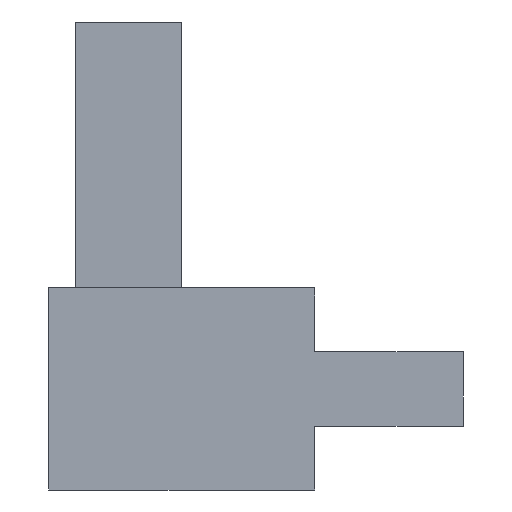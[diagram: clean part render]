
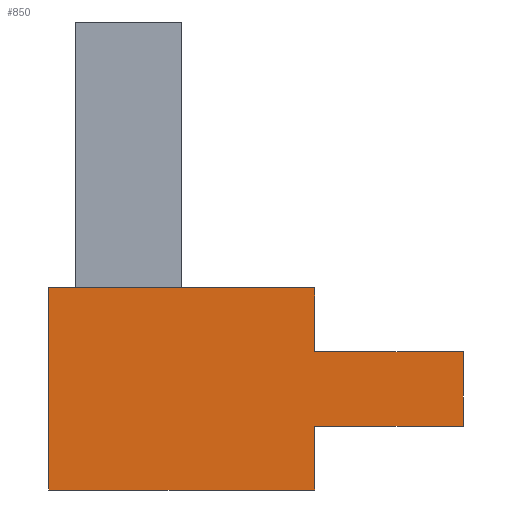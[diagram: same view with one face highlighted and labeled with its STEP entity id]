
A CAD part, left-side view. The second image highlights one B-rep face of the part: STEP entity #850.
In plain terms, the highlighted planar face has unit normal (-1, 0, 0).
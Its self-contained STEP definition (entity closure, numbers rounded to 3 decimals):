
#2 = LINE ( 'NONE', #305, #691 ) ;
#3 = VECTOR ( 'NONE', #210, 1000. ) ;
#12 = EDGE_CURVE ( 'NONE', #537, #483, #423, .T. ) ;
#29 = DIRECTION ( 'NONE',  ( 0., 0., 1. ) ) ;
#34 = CARTESIAN_POINT ( 'NONE',  ( 0., -2.8, -1.2 ) ) ;
#45 = DIRECTION ( 'NONE',  ( 0., 0., 1. ) ) ;
#91 = DIRECTION ( 'NONE',  ( 0., 0., 1. ) ) ;
#120 = EDGE_LOOP ( 'NONE', ( #638, #420, #899, #296, #653, #834, #963, #650 ) ) ;
#128 = VECTOR ( 'NONE', #954, 1000. ) ;
#153 = VERTEX_POINT ( 'NONE', #742 ) ;
#157 = EDGE_CURVE ( 'NONE', #153, #468, #2, .T. ) ;
#169 = CARTESIAN_POINT ( 'NONE',  ( 0., -2.8, -2.6 ) ) ;
#189 = VECTOR ( 'NONE', #337, 1000. ) ;
#195 = CARTESIAN_POINT ( 'NONE',  ( 0., -2.8, -2.6 ) ) ;
#204 = VERTEX_POINT ( 'NONE', #754 ) ;
#210 = DIRECTION ( 'NONE',  ( 0., -1., 0. ) ) ;
#252 = EDGE_CURVE ( 'NONE', #468, #622, #836, .T. ) ;
#263 = CARTESIAN_POINT ( 'NONE',  ( 0., 5., 0. ) ) ;
#276 = EDGE_CURVE ( 'NONE', #607, #622, #407, .T. ) ;
#296 = ORIENTED_EDGE ( 'NONE', *, *, #316, .T. ) ;
#305 = CARTESIAN_POINT ( 'NONE',  ( 0., -2.8, -1.2 ) ) ;
#316 = EDGE_CURVE ( 'NONE', #153, #809, #701, .T. ) ;
#337 = DIRECTION ( 'NONE',  ( 0., 1., 0. ) ) ;
#354 = CARTESIAN_POINT ( 'NONE',  ( 0., 5., 0. ) ) ;
#369 = LINE ( 'NONE', #655, #128 ) ;
#407 = LINE ( 'NONE', #694, #902 ) ;
#420 = ORIENTED_EDGE ( 'NONE', *, *, #252, .F. ) ;
#423 = LINE ( 'NONE', #712, #940 ) ;
#450 = CARTESIAN_POINT ( 'NONE',  ( 0., 0., -3.8 ) ) ;
#467 = LINE ( 'NONE', #760, #534 ) ;
#468 = VERTEX_POINT ( 'NONE', #195 ) ;
#470 = DIRECTION ( 'NONE',  ( 0., 1., 0. ) ) ;
#483 = VERTEX_POINT ( 'NONE', #354 ) ;
#531 = VECTOR ( 'NONE', #470, 1000. ) ;
#534 = VECTOR ( 'NONE', #91, 1000. ) ;
#537 = VERTEX_POINT ( 'NONE', #728 ) ;
#543 = EDGE_CURVE ( 'NONE', #537, #607, #581, .T. ) ;
#557 = DIRECTION ( 'NONE',  ( 1., 0., 0. ) ) ;
#570 = EDGE_CURVE ( 'NONE', #483, #204, #369, .T. ) ;
#581 = LINE ( 'NONE', #876, #3 ) ;
#596 = DIRECTION ( 'NONE',  ( 0., 0., -1. ) ) ;
#607 = VERTEX_POINT ( 'NONE', #450 ) ;
#622 = VERTEX_POINT ( 'NONE', #962 ) ;
#627 = FACE_OUTER_BOUND ( 'NONE', #120, .T. ) ;
#638 = ORIENTED_EDGE ( 'NONE', *, *, #276, .T. ) ;
#650 = ORIENTED_EDGE ( 'NONE', *, *, #543, .T. ) ;
#653 = ORIENTED_EDGE ( 'NONE', *, *, #719, .T. ) ;
#655 = CARTESIAN_POINT ( 'NONE',  ( 0., 5., 0. ) ) ;
#691 = VECTOR ( 'NONE', #596, 1000. ) ;
#694 = CARTESIAN_POINT ( 'NONE',  ( 0., 0., 0. ) ) ;
#701 = LINE ( 'NONE', #34, #189 ) ;
#712 = CARTESIAN_POINT ( 'NONE',  ( 0., 5., 0. ) ) ;
#719 = EDGE_CURVE ( 'NONE', #809, #204, #467, .T. ) ;
#728 = CARTESIAN_POINT ( 'NONE',  ( 0., 5., -3.8 ) ) ;
#742 = CARTESIAN_POINT ( 'NONE',  ( 0., -2.8, -1.2 ) ) ;
#754 = CARTESIAN_POINT ( 'NONE',  ( 0., 0., 0. ) ) ;
#760 = CARTESIAN_POINT ( 'NONE',  ( 0., 0., 0. ) ) ;
#770 = CARTESIAN_POINT ( 'NONE',  ( 0., 0., -1.2 ) ) ;
#809 = VERTEX_POINT ( 'NONE', #770 ) ;
#834 = ORIENTED_EDGE ( 'NONE', *, *, #570, .F. ) ;
#836 = LINE ( 'NONE', #169, #531 ) ;
#850 = ADVANCED_FACE ( 'NONE', ( #627 ), #926, .F. ) ;
#855 = DIRECTION ( 'NONE',  ( 0., 0., -1. ) ) ;
#863 = AXIS2_PLACEMENT_3D ( 'NONE', #263, #557, #855 ) ;
#876 = CARTESIAN_POINT ( 'NONE',  ( 0., 5., -3.8 ) ) ;
#899 = ORIENTED_EDGE ( 'NONE', *, *, #157, .F. ) ;
#902 = VECTOR ( 'NONE', #29, 1000. ) ;
#926 = PLANE ( 'NONE',  #863 ) ;
#940 = VECTOR ( 'NONE', #45, 1000. ) ;
#954 = DIRECTION ( 'NONE',  ( 0., -1., 0. ) ) ;
#962 = CARTESIAN_POINT ( 'NONE',  ( 0., 0., -2.6 ) ) ;
#963 = ORIENTED_EDGE ( 'NONE', *, *, #12, .F. ) ;
